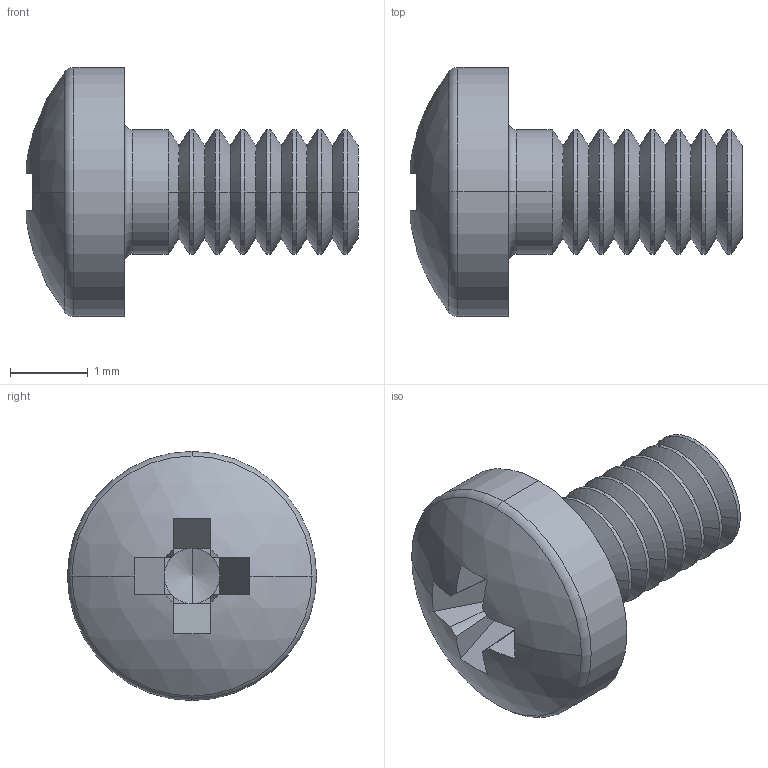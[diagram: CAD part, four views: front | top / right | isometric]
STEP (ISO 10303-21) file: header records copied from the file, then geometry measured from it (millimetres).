
FILE_DESCRIPTION (( 'STEP AP203' ), '1' );
FILE_NAME ('ISO 7045 - M1.6 x 3 - Z --- 3S_ISO 7045 - M1.6 x 3 - Z --- 3S_sldprt.STEP', '2018-07-06T17:53:26', ( '' ), ( '' ), 'SwSTEP 2.0', 'SolidWorks 2014', '' );
FILE_SCHEMA (( 'CONFIG_CONTROL_DESIGN' ));
Length unit declared in the file: millimetre
Products named in the file (1): ISO 7045 - M1.6 x 3 - Z --- 3S_ISO 7045 - M1.6 x 3 - Z --- 3S_sldprt
Bounding box: 4.27 x 3.2 x 3.2 mm (x, y, z)
Volume: 12.6 mm3; surface area: 46.7 mm2
Topology: 1 solids, 1 shells, 87 faces, 220 edges, 134 vertices
Faces by surface type: cone 41, plane 22, cylinder 18, torus 4, sphere 2
Entity records: 2715 total; most frequent: DIRECTION 511, CARTESIAN_POINT 479, ORIENTED_EDGE 436, EDGE_CURVE 218, AXIS2_PLACEMENT_3D 218, VERTEX_POINT 134, CIRCLE 130, EDGE_LOOP 88
